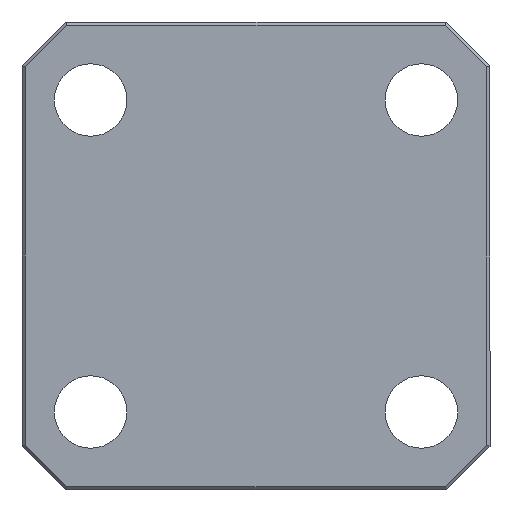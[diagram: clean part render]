
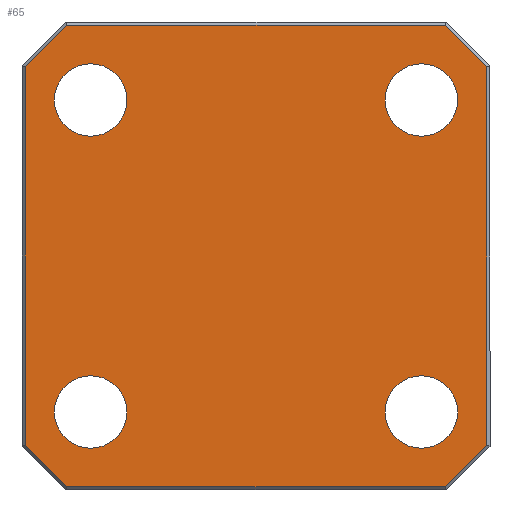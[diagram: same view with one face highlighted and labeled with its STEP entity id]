
A CAD part, left-side view. The second image highlights one B-rep face of the part: STEP entity #65.
In plain terms, the highlighted planar face has unit normal (-1, 0, 0).
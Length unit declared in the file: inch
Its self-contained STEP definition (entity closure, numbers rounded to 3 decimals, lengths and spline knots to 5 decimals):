
#2 = CIRCLE ( 'NONE', #786, 0.058 ) ;
#10 = EDGE_LOOP ( 'NONE', ( #747, #355, #95, #1181, #1152, #375, #1170, #726 ) ) ;
#12 = DIRECTION ( 'NONE',  ( 0., 0., 1. ) ) ;
#14 = EDGE_LOOP ( 'NONE', ( #1030, #1176 ) ) ;
#20 = VECTOR ( 'NONE', #212, 39.37008 ) ;
#21 = DIRECTION ( 'NONE',  ( -1., 0., 0. ) ) ;
#30 = CARTESIAN_POINT ( 'NONE',  ( 0., -0.265, -0.192 ) ) ;
#35 = EDGE_CURVE ( 'NONE', #321, #387, #780, .T. ) ;
#52 = CARTESIAN_POINT ( 'NONE',  ( 0., 0., 0. ) ) ;
#60 = CIRCLE ( 'NONE', #1172, 0.058 ) ;
#62 = EDGE_CURVE ( 'NONE', #330, #501, #134, .T. ) ;
#65 = ADVANCED_FACE ( 'NONE', ( #454, #281, #550, #206, #357 ), #143, .T. ) ;
#80 = VECTOR ( 'NONE', #634, 39.37008 ) ;
#83 = VERTEX_POINT ( 'NONE', #327 ) ;
#86 = CARTESIAN_POINT ( 'NONE',  ( 0., 0.265, 0.25 ) ) ;
#87 = CARTESIAN_POINT ( 'NONE',  ( 0., -0.265, 0.308 ) ) ;
#88 = AXIS2_PLACEMENT_3D ( 'NONE', #559, #571, #1085 ) ;
#89 = CARTESIAN_POINT ( 'NONE',  ( 0., 0.265, -0.308 ) ) ;
#93 = CARTESIAN_POINT ( 'NONE',  ( 0., 0.37, -0.30293 ) ) ;
#95 = ORIENTED_EDGE ( 'NONE', *, *, #381, .T. ) ;
#103 = CARTESIAN_POINT ( 'NONE',  ( 0., -0.265, 0.192 ) ) ;
#105 = LINE ( 'NONE', #140, #80 ) ;
#107 = LINE ( 'NONE', #301, #320 ) ;
#110 = CARTESIAN_POINT ( 'NONE',  ( 0., -0.30293, -0.37 ) ) ;
#113 = EDGE_CURVE ( 'NONE', #135, #909, #425, .T. ) ;
#134 = LINE ( 'NONE', #423, #698 ) ;
#135 = VERTEX_POINT ( 'NONE', #633 ) ;
#136 = EDGE_CURVE ( 'NONE', #909, #321, #438, .T. ) ;
#140 = CARTESIAN_POINT ( 'NONE',  ( 0., 0., -0.37 ) ) ;
#143 = PLANE ( 'NONE',  #867 ) ;
#159 = EDGE_LOOP ( 'NONE', ( #401, #879 ) ) ;
#160 = CIRCLE ( 'NONE', #88, 0.058 ) ;
#171 = CARTESIAN_POINT ( 'NONE',  ( 0., -0.30293, 0.37 ) ) ;
#183 = DIRECTION ( 'NONE',  ( 0., 0., 1. ) ) ;
#186 = CARTESIAN_POINT ( 'NONE',  ( 0., 0.37, 0.30293 ) ) ;
#206 = FACE_BOUND ( 'NONE', #699, .T. ) ;
#208 = EDGE_CURVE ( 'NONE', #83, #794, #370, .T. ) ;
#212 = DIRECTION ( 'NONE',  ( 0., 0.707, 0.707 ) ) ;
#223 = VERTEX_POINT ( 'NONE', #103 ) ;
#236 = VECTOR ( 'NONE', #611, 39.37008 ) ;
#242 = EDGE_CURVE ( 'NONE', #653, #298, #424, .T. ) ;
#246 = CARTESIAN_POINT ( 'NONE',  ( 0., -0.33646, 0.33646 ) ) ;
#252 = CIRCLE ( 'NONE', #262, 0.058 ) ;
#262 = AXIS2_PLACEMENT_3D ( 'NONE', #644, #802, #641 ) ;
#271 = DIRECTION ( 'NONE',  ( 0., 0., 1. ) ) ;
#273 = EDGE_CURVE ( 'NONE', #223, #507, #160, .T. ) ;
#280 = ORIENTED_EDGE ( 'NONE', *, *, #736, .F. ) ;
#281 = FACE_BOUND ( 'NONE', #398, .T. ) ;
#286 = DIRECTION ( 'NONE',  ( -1., 0., 0. ) ) ;
#288 = EDGE_CURVE ( 'NONE', #298, #653, #833, .T. ) ;
#292 = CARTESIAN_POINT ( 'NONE',  ( 0., 0.30293, -0.37 ) ) ;
#297 = DIRECTION ( 'NONE',  ( 0., 0., 1. ) ) ;
#298 = VERTEX_POINT ( 'NONE', #89 ) ;
#299 = ORIENTED_EDGE ( 'NONE', *, *, #242, .F. ) ;
#301 = CARTESIAN_POINT ( 'NONE',  ( 0., 0., 0.37 ) ) ;
#308 = VECTOR ( 'NONE', #898, 39.37008 ) ;
#320 = VECTOR ( 'NONE', #483, 39.37008 ) ;
#321 = VERTEX_POINT ( 'NONE', #93 ) ;
#327 = CARTESIAN_POINT ( 'NONE',  ( 0., 0.265, 0.192 ) ) ;
#330 = VERTEX_POINT ( 'NONE', #461 ) ;
#355 = ORIENTED_EDGE ( 'NONE', *, *, #533, .T. ) ;
#357 = FACE_BOUND ( 'NONE', #14, .T. ) ;
#370 = CIRCLE ( 'NONE', #568, 0.058 ) ;
#371 = CARTESIAN_POINT ( 'NONE',  ( 0., 0.265, -0.25 ) ) ;
#375 = ORIENTED_EDGE ( 'NONE', *, *, #35, .T. ) ;
#376 = EDGE_CURVE ( 'NONE', #1094, #330, #1053, .T. ) ;
#381 = EDGE_CURVE ( 'NONE', #772, #135, #107, .T. ) ;
#387 = VERTEX_POINT ( 'NONE', #292 ) ;
#391 = CARTESIAN_POINT ( 'NONE',  ( 0., 0.265, 0.25 ) ) ;
#393 = CARTESIAN_POINT ( 'NONE',  ( 0., -0.265, -0.25 ) ) ;
#398 = EDGE_LOOP ( 'NONE', ( #299, #684 ) ) ;
#401 = ORIENTED_EDGE ( 'NONE', *, *, #665, .F. ) ;
#410 = VERTEX_POINT ( 'NONE', #30 ) ;
#423 = CARTESIAN_POINT ( 'NONE',  ( 0., -0.37, 0. ) ) ;
#424 = CIRCLE ( 'NONE', #967, 0.058 ) ;
#425 = LINE ( 'NONE', #722, #308 ) ;
#438 = LINE ( 'NONE', #1169, #996 ) ;
#450 = CARTESIAN_POINT ( 'NONE',  ( 0., -0.265, -0.308 ) ) ;
#454 = FACE_OUTER_BOUND ( 'NONE', #10, .T. ) ;
#461 = CARTESIAN_POINT ( 'NONE',  ( 0., -0.37, -0.30293 ) ) ;
#483 = DIRECTION ( 'NONE',  ( 0., 1., 0. ) ) ;
#494 = DIRECTION ( 'NONE',  ( 0., 0., 1. ) ) ;
#501 = VERTEX_POINT ( 'NONE', #1038 ) ;
#507 = VERTEX_POINT ( 'NONE', #87 ) ;
#522 = DIRECTION ( 'NONE',  ( 0., 0., 1. ) ) ;
#533 = EDGE_CURVE ( 'NONE', #501, #772, #751, .T. ) ;
#549 = DIRECTION ( 'NONE',  ( 0., 0., 1. ) ) ;
#550 = FACE_BOUND ( 'NONE', #159, .T. ) ;
#559 = CARTESIAN_POINT ( 'NONE',  ( 0., -0.265, 0.25 ) ) ;
#568 = AXIS2_PLACEMENT_3D ( 'NONE', #86, #732, #183 ) ;
#571 = DIRECTION ( 'NONE',  ( -1., 0., 0. ) ) ;
#574 = DIRECTION ( 'NONE',  ( 0., -0.707, 0.707 ) ) ;
#576 = VECTOR ( 'NONE', #574, 39.37008 ) ;
#590 = ORIENTED_EDGE ( 'NONE', *, *, #273, .F. ) ;
#611 = DIRECTION ( 'NONE',  ( 0., -0.707, -0.707 ) ) ;
#633 = CARTESIAN_POINT ( 'NONE',  ( 0., 0.30293, 0.37 ) ) ;
#634 = DIRECTION ( 'NONE',  ( 0., -1., 0. ) ) ;
#641 = DIRECTION ( 'NONE',  ( 0., 0., 1. ) ) ;
#644 = CARTESIAN_POINT ( 'NONE',  ( 0., -0.265, 0.25 ) ) ;
#645 = CIRCLE ( 'NONE', #825, 0.058 ) ;
#653 = VERTEX_POINT ( 'NONE', #720 ) ;
#654 = EDGE_CURVE ( 'NONE', #387, #1094, #105, .T. ) ;
#665 = EDGE_CURVE ( 'NONE', #410, #798, #60, .T. ) ;
#684 = ORIENTED_EDGE ( 'NONE', *, *, #288, .F. ) ;
#698 = VECTOR ( 'NONE', #522, 39.37008 ) ;
#699 = EDGE_LOOP ( 'NONE', ( #280, #590 ) ) ;
#700 = DIRECTION ( 'NONE',  ( -1., 0., 0. ) ) ;
#720 = CARTESIAN_POINT ( 'NONE',  ( 0., 0.265, -0.192 ) ) ;
#722 = CARTESIAN_POINT ( 'NONE',  ( 0., 0.33646, 0.33646 ) ) ;
#726 = ORIENTED_EDGE ( 'NONE', *, *, #376, .T. ) ;
#732 = DIRECTION ( 'NONE',  ( -1., 0., 0. ) ) ;
#736 = EDGE_CURVE ( 'NONE', #507, #223, #252, .T. ) ;
#743 = AXIS2_PLACEMENT_3D ( 'NONE', #922, #915, #271 ) ;
#747 = ORIENTED_EDGE ( 'NONE', *, *, #62, .T. ) ;
#751 = LINE ( 'NONE', #246, #20 ) ;
#753 = CARTESIAN_POINT ( 'NONE',  ( 0., -0.33646, -0.33646 ) ) ;
#772 = VERTEX_POINT ( 'NONE', #171 ) ;
#780 = LINE ( 'NONE', #781, #236 ) ;
#781 = CARTESIAN_POINT ( 'NONE',  ( 0., 0.33646, -0.33646 ) ) ;
#786 = AXIS2_PLACEMENT_3D ( 'NONE', #393, #1037, #494 ) ;
#794 = VERTEX_POINT ( 'NONE', #901 ) ;
#798 = VERTEX_POINT ( 'NONE', #450 ) ;
#802 = DIRECTION ( 'NONE',  ( -1., 0., 0. ) ) ;
#825 = AXIS2_PLACEMENT_3D ( 'NONE', #391, #21, #297 ) ;
#833 = CIRCLE ( 'NONE', #743, 0.058 ) ;
#867 = AXIS2_PLACEMENT_3D ( 'NONE', #52, #700, #965 ) ;
#879 = ORIENTED_EDGE ( 'NONE', *, *, #1111, .F. ) ;
#896 = CARTESIAN_POINT ( 'NONE',  ( 0., -0.265, -0.25 ) ) ;
#898 = DIRECTION ( 'NONE',  ( 0., 0.707, -0.707 ) ) ;
#901 = CARTESIAN_POINT ( 'NONE',  ( 0., 0.265, 0.308 ) ) ;
#909 = VERTEX_POINT ( 'NONE', #186 ) ;
#915 = DIRECTION ( 'NONE',  ( -1., 0., 0. ) ) ;
#922 = CARTESIAN_POINT ( 'NONE',  ( 0., 0.265, -0.25 ) ) ;
#965 = DIRECTION ( 'NONE',  ( 0., 0., 1. ) ) ;
#967 = AXIS2_PLACEMENT_3D ( 'NONE', #371, #286, #12 ) ;
#984 = DIRECTION ( 'NONE',  ( 0., 0., -1. ) ) ;
#996 = VECTOR ( 'NONE', #984, 39.37008 ) ;
#999 = DIRECTION ( 'NONE',  ( -1., 0., 0. ) ) ;
#1001 = EDGE_CURVE ( 'NONE', #794, #83, #645, .T. ) ;
#1030 = ORIENTED_EDGE ( 'NONE', *, *, #1001, .F. ) ;
#1037 = DIRECTION ( 'NONE',  ( -1., 0., 0. ) ) ;
#1038 = CARTESIAN_POINT ( 'NONE',  ( 0., -0.37, 0.30293 ) ) ;
#1053 = LINE ( 'NONE', #753, #576 ) ;
#1085 = DIRECTION ( 'NONE',  ( 0., 0., 1. ) ) ;
#1094 = VERTEX_POINT ( 'NONE', #110 ) ;
#1111 = EDGE_CURVE ( 'NONE', #798, #410, #2, .T. ) ;
#1152 = ORIENTED_EDGE ( 'NONE', *, *, #136, .T. ) ;
#1169 = CARTESIAN_POINT ( 'NONE',  ( 0., 0.37, 0. ) ) ;
#1170 = ORIENTED_EDGE ( 'NONE', *, *, #654, .T. ) ;
#1172 = AXIS2_PLACEMENT_3D ( 'NONE', #896, #999, #549 ) ;
#1176 = ORIENTED_EDGE ( 'NONE', *, *, #208, .F. ) ;
#1181 = ORIENTED_EDGE ( 'NONE', *, *, #113, .T. ) ;
